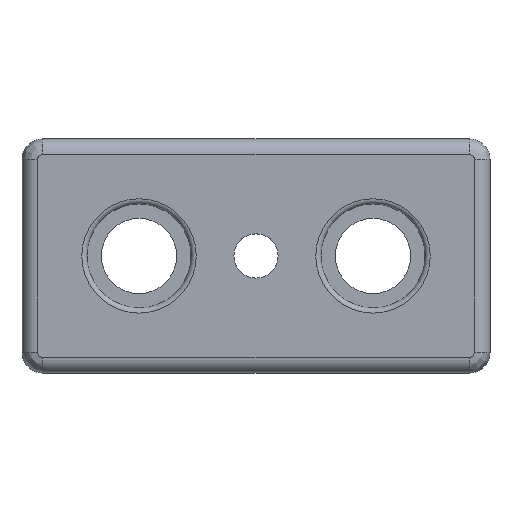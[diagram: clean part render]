
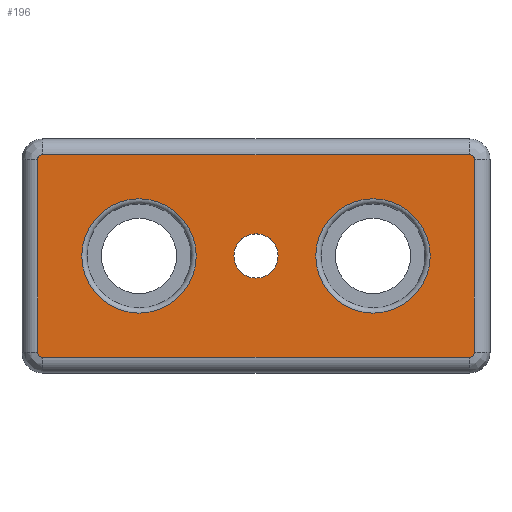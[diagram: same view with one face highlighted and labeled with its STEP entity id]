
A CAD part, top view. The second image highlights one B-rep face of the part: STEP entity #196.
In plain terms, the highlighted planar face has unit normal (0, 0, 1).
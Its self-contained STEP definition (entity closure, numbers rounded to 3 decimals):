
#196=ADVANCED_FACE('',(#226,#227,#228,#229),#230,.T.);
#226=FACE_BOUND('',#295,.T.);
#227=FACE_BOUND('',#296,.T.);
#228=FACE_OUTER_BOUND('',#297,.T.);
#229=FACE_BOUND('',#298,.T.);
#230=PLANE('',#299);
#295=EDGE_LOOP('',(#454));
#296=EDGE_LOOP('',(#455));
#297=EDGE_LOOP('',(#456,#457,#458,#459,#460,#461,#462,#463));
#298=EDGE_LOOP('',(#464));
#299=AXIS2_PLACEMENT_3D('',#465,#466,#467);
#454=ORIENTED_EDGE('',*,*,#623,.T.);
#455=ORIENTED_EDGE('',*,*,#624,.T.);
#456=ORIENTED_EDGE('',*,*,#625,.T.);
#457=ORIENTED_EDGE('',*,*,#626,.T.);
#458=ORIENTED_EDGE('',*,*,#627,.T.);
#459=ORIENTED_EDGE('',*,*,#628,.T.);
#460=ORIENTED_EDGE('',*,*,#629,.T.);
#461=ORIENTED_EDGE('',*,*,#630,.T.);
#462=ORIENTED_EDGE('',*,*,#631,.T.);
#463=ORIENTED_EDGE('',*,*,#632,.T.);
#464=ORIENTED_EDGE('',*,*,#633,.F.);
#465=CARTESIAN_POINT('',(0.0,0.0,16.0));
#466=DIRECTION('',(0.0,0.0,1.0));
#467=DIRECTION('',(1.0,0.0,0.0));
#623=EDGE_CURVE('',#676,#676,#677,.F.);
#624=EDGE_CURVE('',#678,#678,#679,.F.);
#625=EDGE_CURVE('',#680,#681,#682,.T.);
#626=EDGE_CURVE('',#681,#683,#684,.T.);
#627=EDGE_CURVE('',#683,#685,#686,.T.);
#628=EDGE_CURVE('',#685,#687,#688,.T.);
#629=EDGE_CURVE('',#687,#689,#690,.T.);
#630=EDGE_CURVE('',#689,#691,#692,.T.);
#631=EDGE_CURVE('',#691,#693,#694,.T.);
#632=EDGE_CURVE('',#693,#680,#695,.T.);
#633=EDGE_CURVE('',#696,#696,#697,.T.);
#676=VERTEX_POINT('',#764);
#677=CIRCLE('',#765,11.0);
#678=VERTEX_POINT('',#766);
#679=CIRCLE('',#767,11.0);
#680=VERTEX_POINT('',#768);
#681=VERTEX_POINT('',#769);
#682=LINE('',#770,#771);
#683=VERTEX_POINT('',#772);
#684=CIRCLE('',#773,1.0);
#685=VERTEX_POINT('',#774);
#686=LINE('',#775,#776);
#687=VERTEX_POINT('',#777);
#688=CIRCLE('',#778,1.0);
#689=VERTEX_POINT('',#779);
#690=LINE('',#780,#781);
#691=VERTEX_POINT('',#782);
#692=CIRCLE('',#783,1.0);
#693=VERTEX_POINT('',#784);
#694=LINE('',#785,#786);
#695=CIRCLE('',#787,1.0);
#696=VERTEX_POINT('',#788);
#697=CIRCLE('',#789,4.25);
#764=CARTESIAN_POINT('',(33.5,0.,16.0));
#765=AXIS2_PLACEMENT_3D('',#873,#874,#875);
#766=CARTESIAN_POINT('',(-11.5,0.,16.0));
#767=AXIS2_PLACEMENT_3D('',#876,#877,#878);
#768=CARTESIAN_POINT('',(42.0,-18.5,16.0));
#769=CARTESIAN_POINT('',(42.0,18.5,16.0));
#770=CARTESIAN_POINT('',(42.0,0.,16.0));
#771=VECTOR('',#879,1.0);
#772=CARTESIAN_POINT('',(41.0,19.5,16.0));
#773=AXIS2_PLACEMENT_3D('',#880,#881,#882);
#774=CARTESIAN_POINT('',(-41.0,19.5,16.0));
#775=CARTESIAN_POINT('',(0.,19.5,16.0));
#776=VECTOR('',#883,1.0);
#777=CARTESIAN_POINT('',(-42.0,18.5,16.0));
#778=AXIS2_PLACEMENT_3D('',#884,#885,#886);
#779=CARTESIAN_POINT('',(-42.0,-18.5,16.0));
#780=CARTESIAN_POINT('',(-42.0,0.,16.0));
#781=VECTOR('',#887,1.0);
#782=CARTESIAN_POINT('',(-41.0,-19.5,16.0));
#783=AXIS2_PLACEMENT_3D('',#888,#889,#890);
#784=CARTESIAN_POINT('',(41.0,-19.5,16.0));
#785=CARTESIAN_POINT('',(0.0,-19.5,16.0));
#786=VECTOR('',#891,1.0);
#787=AXIS2_PLACEMENT_3D('',#892,#893,#894);
#788=CARTESIAN_POINT('',(0.,4.25,16.0));
#789=AXIS2_PLACEMENT_3D('',#895,#896,#897);
#873=CARTESIAN_POINT('',(22.5,0.,16.0));
#874=DIRECTION('',(0.0,0.0,1.0));
#875=DIRECTION('',(1.0,0.0,0.0));
#876=CARTESIAN_POINT('',(-22.5,0.,16.0));
#877=DIRECTION('',(0.0,0.0,1.0));
#878=DIRECTION('',(1.0,0.0,0.0));
#879=DIRECTION('',(0.,1.0,0.0));
#880=CARTESIAN_POINT('',(41.0,18.5,16.0));
#881=DIRECTION('',(0.0,0.0,1.0));
#882=DIRECTION('',(1.0,0.0,0.0));
#883=DIRECTION('',(-1.0,0.,0.0));
#884=CARTESIAN_POINT('',(-41.0,18.5,16.0));
#885=DIRECTION('',(0.0,0.0,1.0));
#886=DIRECTION('',(1.0,0.0,0.0));
#887=DIRECTION('',(0.,-1.0,0.0));
#888=CARTESIAN_POINT('',(-41.0,-18.5,16.0));
#889=DIRECTION('',(0.0,0.0,1.0));
#890=DIRECTION('',(1.0,0.0,0.0));
#891=DIRECTION('',(1.0,0.0,0.0));
#892=CARTESIAN_POINT('',(41.0,-18.5,16.0));
#893=DIRECTION('',(0.0,0.0,1.0));
#894=DIRECTION('',(1.0,0.0,0.0));
#895=CARTESIAN_POINT('',(0.0,0.,16.0));
#896=DIRECTION('',(0.0,0.0,1.0));
#897=DIRECTION('',(0.,1.0,0.0));
